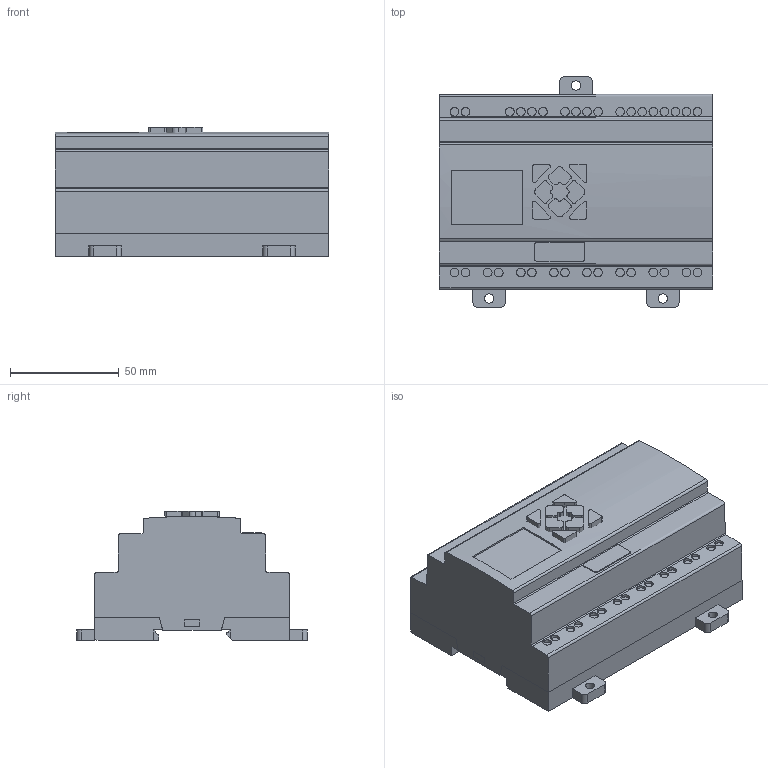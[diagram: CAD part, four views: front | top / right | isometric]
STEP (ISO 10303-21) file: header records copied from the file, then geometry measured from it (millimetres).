
FILE_DESCRIPTION((''),'2;1');
FILE_NAME('3d_LRD20RD024P1.stp','2014-06-05T08:15:29',(''),(''),'Mechanical Desktop 2011','Mechanical Desktop 2011',', , ');
FILE_SCHEMA(('CONFIG_CONTROL_DESIGN'));
Length unit declared in the file: millimetre
Products named in the file (1): Product
Bounding box: 126 x 106 x 59.58 mm (x, y, z)
Volume: 531991.4 mm3; surface area: 68150 mm2
Topology: 17 solids, 17 shells, 318 faces, 812 edges, 565 vertices
Faces by surface type: plane 181, cylinder 127, bspline 10
Entity records: 9946 total; most frequent: CARTESIAN_POINT 1782, DIRECTION 1745, ORIENTED_EDGE 1624, EDGE_CURVE 812, AXIS2_PLACEMENT_3D 624, VERTEX_POINT 565, VECTOR 497, LINE 497
